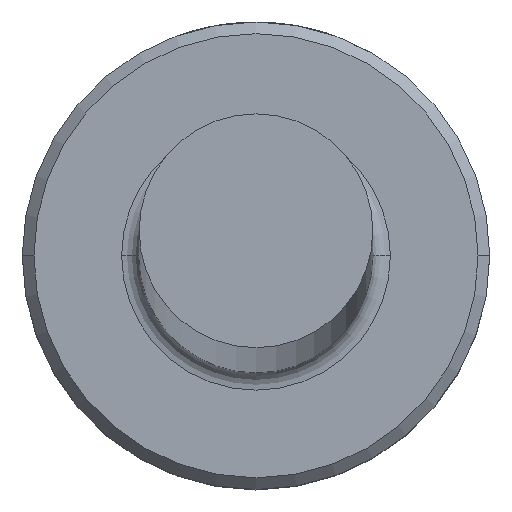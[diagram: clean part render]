
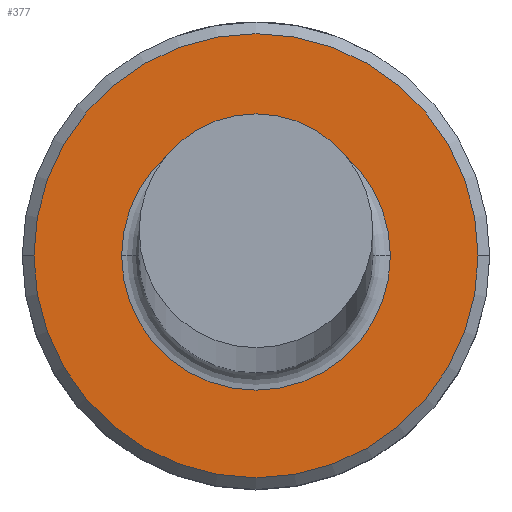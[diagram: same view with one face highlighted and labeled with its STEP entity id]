
A CAD part, top view. The second image highlights one B-rep face of the part: STEP entity #377.
In plain terms, the highlighted planar face has unit normal (0, 0, 1).
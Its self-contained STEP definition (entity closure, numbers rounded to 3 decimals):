
#23 = CARTESIAN_POINT ( 'NONE',  ( 2.3, 0., 5. ) ) ;
#46 = AXIS2_PLACEMENT_3D ( 'NONE', #332, #967, #426 ) ;
#93 = CIRCLE ( 'NONE', #484, 3.8 ) ;
#154 = DIRECTION ( 'NONE',  ( 0., 0., 1. ) ) ;
#168 = DIRECTION ( 'NONE',  ( 0., 0., -1. ) ) ;
#177 = ORIENTED_EDGE ( 'NONE', *, *, #949, .T. ) ;
#210 = EDGE_LOOP ( 'NONE', ( #818, #177 ) ) ;
#269 = CARTESIAN_POINT ( 'NONE',  ( 0., 0., 5. ) ) ;
#273 = FACE_OUTER_BOUND ( 'NONE', #420, .T. ) ;
#321 = DIRECTION ( 'NONE',  ( 0., 0., 1. ) ) ;
#324 = ORIENTED_EDGE ( 'NONE', *, *, #537, .T. ) ;
#332 = CARTESIAN_POINT ( 'NONE',  ( 0., 0., 5. ) ) ;
#361 = DIRECTION ( 'NONE',  ( -1., 0., 0. ) ) ;
#377 = ADVANCED_FACE ( 'NONE', ( #273, #1104 ), #404, .T. ) ;
#404 = PLANE ( 'NONE',  #986 ) ;
#420 = EDGE_LOOP ( 'NONE', ( #869, #324 ) ) ;
#426 = DIRECTION ( 'NONE',  ( 1., 0., 0. ) ) ;
#484 = AXIS2_PLACEMENT_3D ( 'NONE', #711, #154, #809 ) ;
#495 = VERTEX_POINT ( 'NONE', #800 ) ;
#515 = CIRCLE ( 'NONE', #46, 3.8 ) ;
#532 = CARTESIAN_POINT ( 'NONE',  ( -2.3, 0., 5. ) ) ;
#537 = EDGE_CURVE ( 'NONE', #495, #685, #93, .T. ) ;
#579 = AXIS2_PLACEMENT_3D ( 'NONE', #722, #168, #821 ) ;
#685 = VERTEX_POINT ( 'NONE', #837 ) ;
#711 = CARTESIAN_POINT ( 'NONE',  ( 0., 0., 5. ) ) ;
#713 = AXIS2_PLACEMENT_3D ( 'NONE', #269, #907, #361 ) ;
#722 = CARTESIAN_POINT ( 'NONE',  ( 0., 0., 5. ) ) ;
#800 = CARTESIAN_POINT ( 'NONE',  ( 3.8, 0., 5. ) ) ;
#809 = DIRECTION ( 'NONE',  ( 1., 0., 0. ) ) ;
#818 = ORIENTED_EDGE ( 'NONE', *, *, #997, .T. ) ;
#821 = DIRECTION ( 'NONE',  ( -1., 0., 0. ) ) ;
#835 = EDGE_CURVE ( 'NONE', #685, #495, #515, .T. ) ;
#837 = CARTESIAN_POINT ( 'NONE',  ( -3.8, 0., 5. ) ) ;
#838 = CIRCLE ( 'NONE', #713, 2.3 ) ;
#859 = CIRCLE ( 'NONE', #579, 2.3 ) ;
#869 = ORIENTED_EDGE ( 'NONE', *, *, #835, .T. ) ;
#877 = CARTESIAN_POINT ( 'NONE',  ( 0., 0., 5. ) ) ;
#907 = DIRECTION ( 'NONE',  ( 0., 0., -1. ) ) ;
#947 = VERTEX_POINT ( 'NONE', #532 ) ;
#949 = EDGE_CURVE ( 'NONE', #1085, #947, #859, .T. ) ;
#964 = DIRECTION ( 'NONE',  ( 1., 0., 0. ) ) ;
#967 = DIRECTION ( 'NONE',  ( 0., 0., 1. ) ) ;
#986 = AXIS2_PLACEMENT_3D ( 'NONE', #877, #321, #964 ) ;
#997 = EDGE_CURVE ( 'NONE', #947, #1085, #838, .T. ) ;
#1085 = VERTEX_POINT ( 'NONE', #23 ) ;
#1104 = FACE_BOUND ( 'NONE', #210, .T. ) ;
